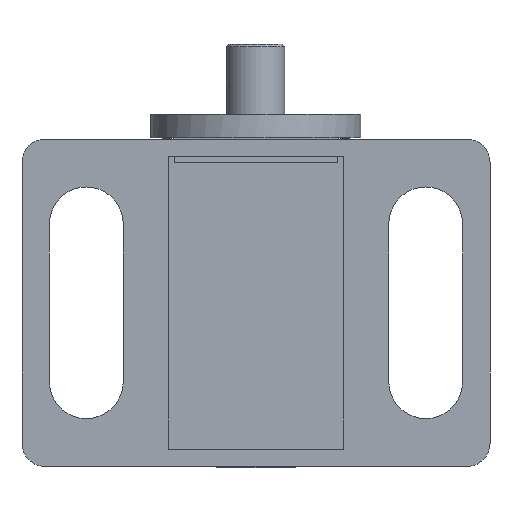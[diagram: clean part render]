
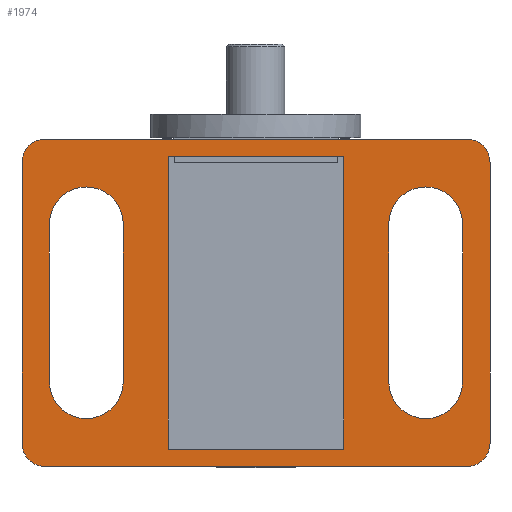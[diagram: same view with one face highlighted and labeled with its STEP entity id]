
A CAD part, front view. The second image highlights one B-rep face of the part: STEP entity #1974.
In plain terms, the highlighted planar face has unit normal (0, -1, 0).
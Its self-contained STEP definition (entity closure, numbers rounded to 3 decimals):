
#990=CARTESIAN_POINT('',(40.0,0.0,2.0));
#991=VERTEX_POINT('',#990);
#998=CARTESIAN_POINT('',(38.0,0.0,0.0));
#999=VERTEX_POINT('',#998);
#1000=CARTESIAN_POINT('',(38.0,0.0,2.0));
#1001=DIRECTION('',(0.0,1.0,0.0));
#1002=DIRECTION('',(0.707,0.0,-0.707));
#1003=AXIS2_PLACEMENT_3D('',#1000,#1001,#1002);
#1004=CIRCLE('',#1003,2.0);
#1005=EDGE_CURVE('',#991,#999,#1004,.T.);
#1022=CARTESIAN_POINT('',(40.0,0.0,26.0));
#1023=VERTEX_POINT('',#1022);
#1030=CARTESIAN_POINT('',(40.0,0.0,2.0));
#1031=DIRECTION('',(0.0,0.0,1.0));
#1032=VECTOR('',#1031,24.0);
#1033=LINE('',#1030,#1032);
#1034=EDGE_CURVE('',#991,#1023,#1033,.T.);
#1046=CARTESIAN_POINT('',(38.0,0.0,28.));
#1047=VERTEX_POINT('',#1046);
#1054=CARTESIAN_POINT('',(38.0,0.0,26.0));
#1055=DIRECTION('',(0.0,1.0,0.0));
#1056=DIRECTION('',(0.707,0.0,0.707));
#1057=AXIS2_PLACEMENT_3D('',#1054,#1055,#1056);
#1058=CIRCLE('',#1057,2.0);
#1059=EDGE_CURVE('',#1047,#1023,#1058,.T.);
#1185=CARTESIAN_POINT('',(2.0,0.0,28.));
#1186=VERTEX_POINT('',#1185);
#1193=CARTESIAN_POINT('',(2.0,0.0,28.));
#1194=DIRECTION('',(1.0,0.0,0.0));
#1195=VECTOR('',#1194,36.0);
#1196=LINE('',#1193,#1195);
#1197=EDGE_CURVE('',#1186,#1047,#1196,.T.);
#1644=CARTESIAN_POINT('',(0.0,0.0,26.0));
#1645=VERTEX_POINT('',#1644);
#1652=CARTESIAN_POINT('',(2.0,0.0,26.0));
#1653=DIRECTION('',(0.0,1.0,0.0));
#1654=DIRECTION('',(-0.707,0.0,0.707));
#1655=AXIS2_PLACEMENT_3D('',#1652,#1653,#1654);
#1656=CIRCLE('',#1655,2.0);
#1657=EDGE_CURVE('',#1645,#1186,#1656,.T.);
#1669=CARTESIAN_POINT('',(0.0,0.0,2.0));
#1670=VERTEX_POINT('',#1669);
#1677=CARTESIAN_POINT('',(0.0,0.0,2.0));
#1678=DIRECTION('',(0.0,0.0,1.0));
#1679=VECTOR('',#1678,24.0);
#1680=LINE('',#1677,#1679);
#1681=EDGE_CURVE('',#1670,#1645,#1680,.T.);
#1693=CARTESIAN_POINT('',(2.,0.0,0.0));
#1694=VERTEX_POINT('',#1693);
#1701=CARTESIAN_POINT('',(2.,0.0,2.0));
#1702=DIRECTION('',(0.0,1.0,0.0));
#1703=DIRECTION('',(-0.707,0.0,-0.707));
#1704=AXIS2_PLACEMENT_3D('',#1701,#1702,#1703);
#1705=CIRCLE('',#1704,2.0);
#1706=EDGE_CURVE('',#1694,#1670,#1705,.T.);
#1719=CARTESIAN_POINT('',(2.,0.0,0.0));
#1720=DIRECTION('',(1.0,0.0,0.0));
#1721=VECTOR('',#1720,36.0);
#1722=LINE('',#1719,#1721);
#1723=EDGE_CURVE('',#1694,#999,#1722,.T.);
#1853=CARTESIAN_POINT('',(0.0,0.0,0.0));
#1854=DIRECTION('',(0.0,-1.0,0.0));
#1855=DIRECTION('',(1.0,0.0,0.0));
#1856=AXIS2_PLACEMENT_3D('',#1853,#1854,#1855);
#1857=PLANE('',#1856);
#1858=ORIENTED_EDGE('',*,*,#1706,.F.);
#1859=ORIENTED_EDGE('',*,*,#1723,.T.);
#1860=ORIENTED_EDGE('',*,*,#1005,.F.);
#1861=ORIENTED_EDGE('',*,*,#1034,.T.);
#1862=ORIENTED_EDGE('',*,*,#1059,.F.);
#1863=ORIENTED_EDGE('',*,*,#1197,.F.);
#1864=ORIENTED_EDGE('',*,*,#1657,.F.);
#1865=ORIENTED_EDGE('',*,*,#1681,.F.);
#1866=EDGE_LOOP('',(#1858,#1859,#1860,#1861,#1862,#1863,#1864,#1865));
#1867=FACE_OUTER_BOUND('',#1866,.T.);
#1868=CARTESIAN_POINT('',(27.5,0.0,26.5));
#1869=VERTEX_POINT('',#1868);
#1870=CARTESIAN_POINT('',(27.5,0.0,1.5));
#1871=VERTEX_POINT('',#1870);
#1872=CARTESIAN_POINT('',(27.5,0.0,26.5));
#1873=DIRECTION('',(0.0,0.0,-1.0));
#1874=VECTOR('',#1873,25.);
#1875=LINE('',#1872,#1874);
#1876=EDGE_CURVE('',#1869,#1871,#1875,.T.);
#1877=ORIENTED_EDGE('',*,*,#1876,.T.);
#1878=CARTESIAN_POINT('',(12.5,0.0,1.5));
#1879=VERTEX_POINT('',#1878);
#1880=CARTESIAN_POINT('',(27.5,0.0,1.5));
#1881=DIRECTION('',(-1.0,0.0,0.0));
#1882=VECTOR('',#1881,15.0);
#1883=LINE('',#1880,#1882);
#1884=EDGE_CURVE('',#1871,#1879,#1883,.T.);
#1885=ORIENTED_EDGE('',*,*,#1884,.T.);
#1886=CARTESIAN_POINT('',(12.5,0.0,26.5));
#1887=VERTEX_POINT('',#1886);
#1888=CARTESIAN_POINT('',(12.5,0.0,1.5));
#1889=DIRECTION('',(0.0,0.0,1.0));
#1890=VECTOR('',#1889,25.0);
#1891=LINE('',#1888,#1890);
#1892=EDGE_CURVE('',#1879,#1887,#1891,.T.);
#1893=ORIENTED_EDGE('',*,*,#1892,.T.);
#1894=CARTESIAN_POINT('',(12.5,0.0,26.5));
#1895=DIRECTION('',(1.0,0.0,0.0));
#1896=VECTOR('',#1895,15.0);
#1897=LINE('',#1894,#1896);
#1898=EDGE_CURVE('',#1887,#1869,#1897,.T.);
#1899=ORIENTED_EDGE('',*,*,#1898,.T.);
#1900=EDGE_LOOP('',(#1877,#1885,#1893,#1899));
#1901=FACE_BOUND('',#1900,.T.);
#1902=CARTESIAN_POINT('',(2.35,0.0,7.25));
#1903=VERTEX_POINT('',#1902);
#1904=CARTESIAN_POINT('',(2.35,0.0,20.75));
#1905=VERTEX_POINT('',#1904);
#1906=CARTESIAN_POINT('',(2.35,0.0,7.25));
#1907=DIRECTION('',(0.0,0.0,1.0));
#1908=VECTOR('',#1907,13.5);
#1909=LINE('',#1906,#1908);
#1910=EDGE_CURVE('',#1903,#1905,#1909,.T.);
#1911=ORIENTED_EDGE('',*,*,#1910,.T.);
#1912=CARTESIAN_POINT('',(8.65,0.0,20.75));
#1913=VERTEX_POINT('',#1912);
#1914=CARTESIAN_POINT('',(5.5,0.0,20.75));
#1915=DIRECTION('',(0.0,1.0,0.0));
#1916=DIRECTION('',(-1.0,0.0,0.0));
#1917=AXIS2_PLACEMENT_3D('',#1914,#1915,#1916);
#1918=CIRCLE('',#1917,3.15);
#1919=EDGE_CURVE('',#1905,#1913,#1918,.T.);
#1920=ORIENTED_EDGE('',*,*,#1919,.T.);
#1921=CARTESIAN_POINT('',(8.65,0.0,7.25));
#1922=VERTEX_POINT('',#1921);
#1923=CARTESIAN_POINT('',(8.65,0.0,20.75));
#1924=DIRECTION('',(0.0,0.0,-1.0));
#1925=VECTOR('',#1924,13.5);
#1926=LINE('',#1923,#1925);
#1927=EDGE_CURVE('',#1913,#1922,#1926,.T.);
#1928=ORIENTED_EDGE('',*,*,#1927,.T.);
#1929=CARTESIAN_POINT('',(5.5,0.0,7.25));
#1930=DIRECTION('',(0.0,1.0,0.0));
#1931=DIRECTION('',(1.0,0.0,0.0));
#1932=AXIS2_PLACEMENT_3D('',#1929,#1930,#1931);
#1933=CIRCLE('',#1932,3.15);
#1934=EDGE_CURVE('',#1922,#1903,#1933,.T.);
#1935=ORIENTED_EDGE('',*,*,#1934,.T.);
#1936=EDGE_LOOP('',(#1911,#1920,#1928,#1935));
#1937=FACE_BOUND('',#1936,.T.);
#1938=CARTESIAN_POINT('',(31.35,0.0,7.25));
#1939=VERTEX_POINT('',#1938);
#1940=CARTESIAN_POINT('',(31.35,0.0,20.75));
#1941=VERTEX_POINT('',#1940);
#1942=CARTESIAN_POINT('',(31.35,0.0,7.25));
#1943=DIRECTION('',(0.0,0.0,1.0));
#1944=VECTOR('',#1943,13.5);
#1945=LINE('',#1942,#1944);
#1946=EDGE_CURVE('',#1939,#1941,#1945,.T.);
#1947=ORIENTED_EDGE('',*,*,#1946,.T.);
#1948=CARTESIAN_POINT('',(37.65,0.0,20.75));
#1949=VERTEX_POINT('',#1948);
#1950=CARTESIAN_POINT('',(34.5,0.0,20.75));
#1951=DIRECTION('',(0.0,1.0,0.0));
#1952=DIRECTION('',(1.0,0.0,0.0));
#1953=AXIS2_PLACEMENT_3D('',#1950,#1951,#1952);
#1954=CIRCLE('',#1953,3.15);
#1955=EDGE_CURVE('',#1941,#1949,#1954,.T.);
#1956=ORIENTED_EDGE('',*,*,#1955,.T.);
#1957=CARTESIAN_POINT('',(37.65,0.0,7.25));
#1958=VERTEX_POINT('',#1957);
#1959=CARTESIAN_POINT('',(37.65,0.0,20.75));
#1960=DIRECTION('',(0.0,0.0,-1.0));
#1961=VECTOR('',#1960,13.5);
#1962=LINE('',#1959,#1961);
#1963=EDGE_CURVE('',#1949,#1958,#1962,.T.);
#1964=ORIENTED_EDGE('',*,*,#1963,.T.);
#1965=CARTESIAN_POINT('',(34.5,0.0,7.25));
#1966=DIRECTION('',(0.0,1.0,0.0));
#1967=DIRECTION('',(-1.0,0.0,0.0));
#1968=AXIS2_PLACEMENT_3D('',#1965,#1966,#1967);
#1969=CIRCLE('',#1968,3.15);
#1970=EDGE_CURVE('',#1958,#1939,#1969,.T.);
#1971=ORIENTED_EDGE('',*,*,#1970,.T.);
#1972=EDGE_LOOP('',(#1947,#1956,#1964,#1971));
#1973=FACE_BOUND('',#1972,.T.);
#1974=ADVANCED_FACE('',(#1867,#1901,#1937,#1973),#1857,.T.);
